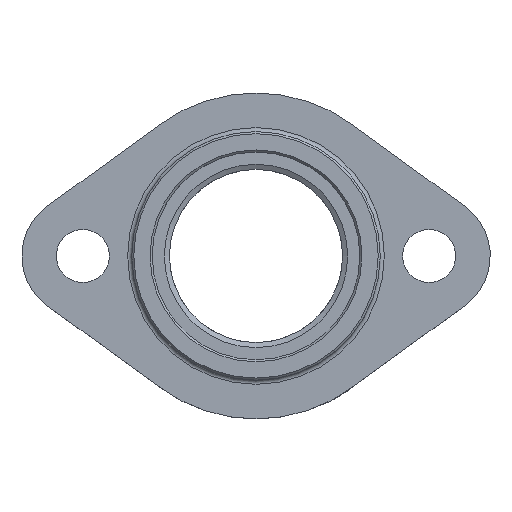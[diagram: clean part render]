
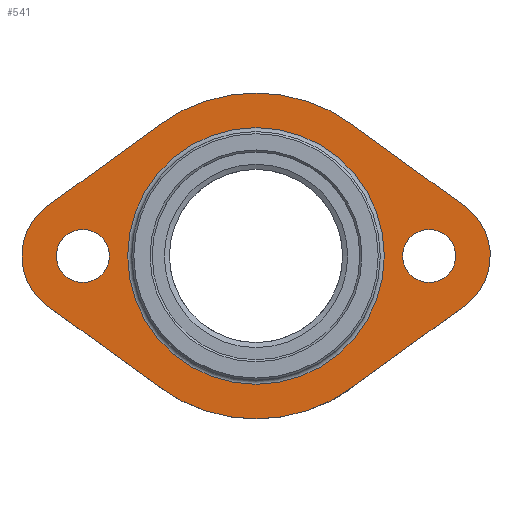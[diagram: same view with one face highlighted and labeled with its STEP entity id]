
A CAD part, top view. The second image highlights one B-rep face of the part: STEP entity #541.
In plain terms, the highlighted planar face has unit normal (0, 0, 1).
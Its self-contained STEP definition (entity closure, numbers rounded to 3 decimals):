
#57=LINE('',#858,#75);
#58=LINE('',#862,#76);
#59=LINE('',#866,#77);
#60=LINE('',#869,#78);
#75=VECTOR('',#679,68.739);
#76=VECTOR('',#682,68.739);
#77=VECTOR('',#685,68.739);
#78=VECTOR('',#688,68.739);
#93=PLANE('',#586);
#104=FACE_BOUND('',#180,.T.);
#105=FACE_BOUND('',#181,.T.);
#106=FACE_BOUND('',#182,.T.);
#107=FACE_BOUND('',#183,.T.);
#180=EDGE_LOOP('',(#412));
#181=EDGE_LOOP('',(#413));
#182=EDGE_LOOP('',(#414,#415,#416,#417,#418,#419,#420,#421));
#183=EDGE_LOOP('',(#422));
#253=CIRCLE('',#584,63.);
#255=CIRCLE('',#587,13.);
#256=CIRCLE('',#588,13.);
#257=CIRCLE('',#589,80.);
#258=CIRCLE('',#590,30.);
#259=CIRCLE('',#591,80.);
#260=CIRCLE('',#592,30.);
#293=VERTEX_POINT('',#845);
#295=VERTEX_POINT('',#850);
#296=VERTEX_POINT('',#852);
#297=VERTEX_POINT('',#854);
#298=VERTEX_POINT('',#855);
#299=VERTEX_POINT('',#857);
#300=VERTEX_POINT('',#859);
#301=VERTEX_POINT('',#861);
#302=VERTEX_POINT('',#863);
#303=VERTEX_POINT('',#865);
#304=VERTEX_POINT('',#867);
#346=EDGE_CURVE('',#293,#293,#253,.T.);
#348=EDGE_CURVE('',#295,#295,#255,.T.);
#349=EDGE_CURVE('',#296,#296,#256,.T.);
#350=EDGE_CURVE('',#297,#298,#257,.T.);
#351=EDGE_CURVE('',#299,#297,#57,.T.);
#352=EDGE_CURVE('',#300,#299,#258,.T.);
#353=EDGE_CURVE('',#301,#300,#58,.T.);
#354=EDGE_CURVE('',#302,#301,#259,.T.);
#355=EDGE_CURVE('',#303,#302,#59,.T.);
#356=EDGE_CURVE('',#304,#303,#260,.T.);
#357=EDGE_CURVE('',#298,#304,#60,.T.);
#412=ORIENTED_EDGE('',*,*,#348,.T.);
#413=ORIENTED_EDGE('',*,*,#349,.T.);
#414=ORIENTED_EDGE('',*,*,#350,.F.);
#415=ORIENTED_EDGE('',*,*,#351,.F.);
#416=ORIENTED_EDGE('',*,*,#352,.F.);
#417=ORIENTED_EDGE('',*,*,#353,.F.);
#418=ORIENTED_EDGE('',*,*,#354,.F.);
#419=ORIENTED_EDGE('',*,*,#355,.F.);
#420=ORIENTED_EDGE('',*,*,#356,.F.);
#421=ORIENTED_EDGE('',*,*,#357,.F.);
#422=ORIENTED_EDGE('',*,*,#346,.F.);
#541=ADVANCED_FACE('',(#104,#105,#106,#107),#93,.T.);
#584=AXIS2_PLACEMENT_3D('',#846,#667,#668);
#586=AXIS2_PLACEMENT_3D('',#849,#671,#672);
#587=AXIS2_PLACEMENT_3D('',#851,#673,#674);
#588=AXIS2_PLACEMENT_3D('',#853,#675,#676);
#589=AXIS2_PLACEMENT_3D('',#856,#677,#678);
#590=AXIS2_PLACEMENT_3D('',#860,#680,#681);
#591=AXIS2_PLACEMENT_3D('',#864,#683,#684);
#592=AXIS2_PLACEMENT_3D('',#868,#686,#687);
#667=DIRECTION('center_axis',(0.,0.,
1.));
#668=DIRECTION('ref_axis',(0.,1.,0.));
#671=DIRECTION('center_axis',(0.,0.,
1.));
#672=DIRECTION('ref_axis',(1.,0.,0.));
#673=DIRECTION('center_axis',(0.,0.,
-1.));
#674=DIRECTION('ref_axis',(1.,0.,0.));
#675=DIRECTION('center_axis',(0.,0.,
-1.));
#676=DIRECTION('ref_axis',(1.,0.,0.));
#677=DIRECTION('center_axis',(0.,0.,-1.));
#678=DIRECTION('ref_axis',(-0.588,0.809,0.));
#679=DIRECTION('',(0.809,0.588,0.));
#680=DIRECTION('center_axis',(0.,0.,-1.));
#681=DIRECTION('ref_axis',(-0.588,-0.809,0.));
#682=DIRECTION('',(-0.809,0.588,0.));
#683=DIRECTION('center_axis',(0.,0.,-1.));
#684=DIRECTION('ref_axis',(0.588,-0.809,0.));
#685=DIRECTION('',(-0.809,-0.588,0.));
#686=DIRECTION('center_axis',(0.,0.,-1.));
#687=DIRECTION('ref_axis',(0.588,0.809,0.));
#688=DIRECTION('',(0.809,-0.588,0.));
#845=CARTESIAN_POINT('',(0.,-63.,33.));
#846=CARTESIAN_POINT('Origin',(0.,0.,
33.));
#849=CARTESIAN_POINT('Origin',(0.,0.,
33.));
#850=CARTESIAN_POINT('',(72.,0.,33.));
#851=CARTESIAN_POINT('Origin',(85.,0.,33.));
#852=CARTESIAN_POINT('',(-98.,0.,33.));
#853=CARTESIAN_POINT('Origin',(-85.,0.,33.));
#854=CARTESIAN_POINT('',(-47.059,64.695,33.));
#855=CARTESIAN_POINT('',(47.059,64.695,33.));
#856=CARTESIAN_POINT('Origin',(0.,0.,33.));
#857=CARTESIAN_POINT('',(-102.647,24.261,33.));
#858=CARTESIAN_POINT('',(-102.647,24.261,33.));
#859=CARTESIAN_POINT('',(-102.647,-24.261,33.));
#860=CARTESIAN_POINT('Origin',(-85.,0.,33.));
#861=CARTESIAN_POINT('',(-47.059,-64.695,33.));
#862=CARTESIAN_POINT('',(-47.059,-64.695,33.));
#863=CARTESIAN_POINT('',(47.059,-64.695,33.));
#864=CARTESIAN_POINT('Origin',(0.,0.,33.));
#865=CARTESIAN_POINT('',(102.647,-24.261,33.));
#866=CARTESIAN_POINT('',(102.647,-24.261,33.));
#867=CARTESIAN_POINT('',(102.647,24.261,33.));
#868=CARTESIAN_POINT('Origin',(85.,0.,33.));
#869=CARTESIAN_POINT('',(47.059,64.695,33.));
